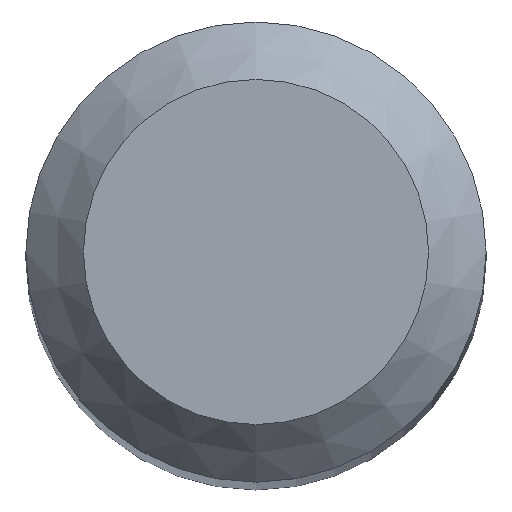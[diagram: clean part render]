
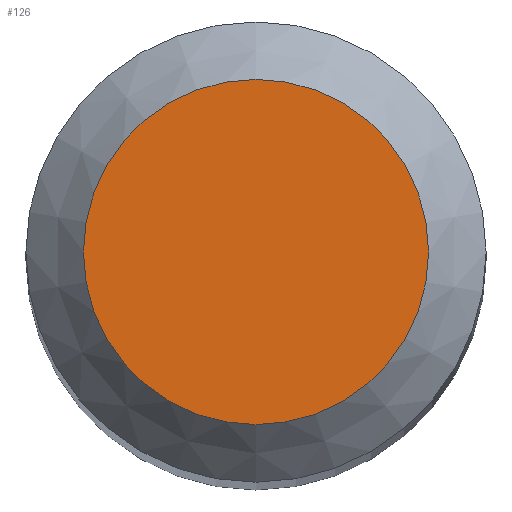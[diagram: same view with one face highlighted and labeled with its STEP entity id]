
A CAD part, top view. The second image highlights one B-rep face of the part: STEP entity #126.
In plain terms, the highlighted planar face has unit normal (0, 0, 1).
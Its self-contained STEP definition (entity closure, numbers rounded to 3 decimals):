
#22 = PLANE ( 'NONE',  #134 ) ;
#37 = AXIS2_PLACEMENT_3D ( 'NONE', #211, #101, #83 ) ;
#57 = CARTESIAN_POINT ( 'NONE',  ( 0., 1.5, 62. ) ) ;
#83 = DIRECTION ( 'NONE',  ( 0., 1., 0. ) ) ;
#101 = DIRECTION ( 'NONE',  ( 0., 0., -1. ) ) ;
#105 = ORIENTED_EDGE ( 'NONE', *, *, #198, .F. ) ;
#126 = ADVANCED_FACE ( 'NONE', ( #223 ), #22, .F. ) ;
#134 = AXIS2_PLACEMENT_3D ( 'NONE', #168, #225, #228 ) ;
#146 = CIRCLE ( 'NONE', #37, 1.5 ) ;
#168 = CARTESIAN_POINT ( 'NONE',  ( 0., 0., 62. ) ) ;
#197 = VERTEX_POINT ( 'NONE', #57 ) ;
#198 = EDGE_CURVE ( 'NONE', #197, #197, #146, .T. ) ;
#211 = CARTESIAN_POINT ( 'NONE',  ( 0., 0., 62. ) ) ;
#223 = FACE_OUTER_BOUND ( 'NONE', #232, .T. ) ;
#225 = DIRECTION ( 'NONE',  ( 0., 0., -1. ) ) ;
#228 = DIRECTION ( 'NONE',  ( 0., 1., 0. ) ) ;
#232 = EDGE_LOOP ( 'NONE', ( #105 ) ) ;
